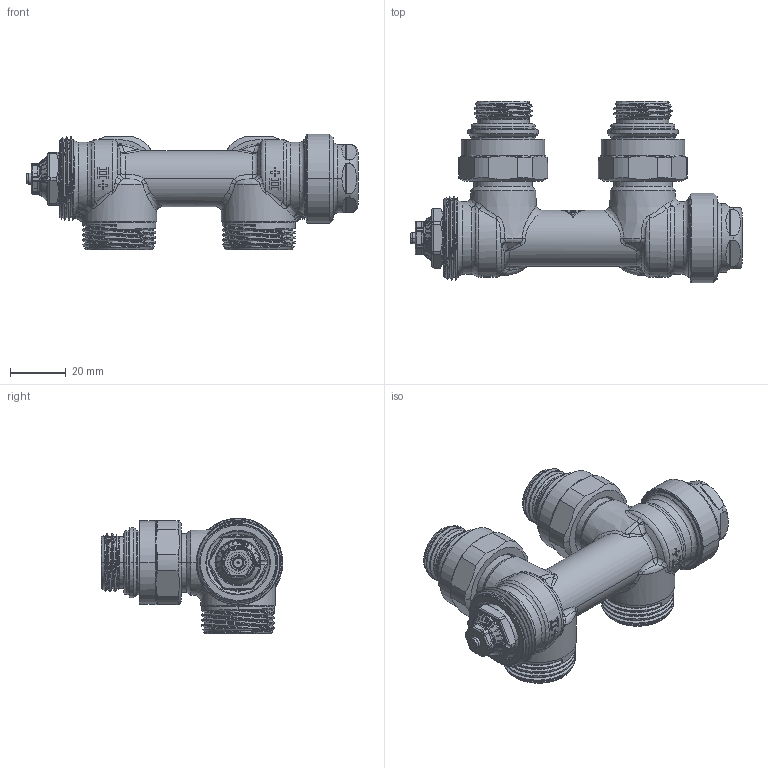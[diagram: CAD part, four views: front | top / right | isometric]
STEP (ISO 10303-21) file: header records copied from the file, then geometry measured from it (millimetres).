
FILE_DESCRIPTION((''),'2;1');
FILE_NAME('3866-02-000-BAUGRUPPE_ASM','2015-03-10T',('marann'),(''),'PRO/ENGINEER BY PARAMETRIC TECHNOLOGY CORPORATION, 2011490','PRO/ENGINEER BY PARAMETRIC TECHNOLOGY CORPORATION, 2011490','');
FILE_SCHEMA(('CONFIG_CONTROL_DESIGN'));
Products named in the file (3): 3866-02-000-EINGEBAUT_SW0005; 3930-02-492; 3866-02-000-BAUGRUPPE_ASM
Assembly tree (2 placements, depth 2):
  3866-02-000-BAUGRUPPE_ASM
    3866-02-000-EINGEBAUT_SW0005
    3930-02-492
Bounding box: 118.85 x 65 x 41.5 mm (x, y, z)
Volume: 54648.3 mm3; surface area: 46420.5 mm2
Topology: 7 solids, 7 shells, 1837 faces, 4536 edges, 2744 vertices
Faces by surface type: cylinder 500, plane 441, bspline 308, cone 265, torus 239, extrusion 50, sphere 34
Entity records: 95342 total; most frequent: CARTESIAN_POINT 54683, ORIENTED_EDGE 9060, DIRECTION 7800, EDGE_CURVE 4530, AXIS2_PLACEMENT_3D 3183, VERTEX_POINT 2744, EDGE_LOOP 1904, FACE_OUTER_BOUND 1837
